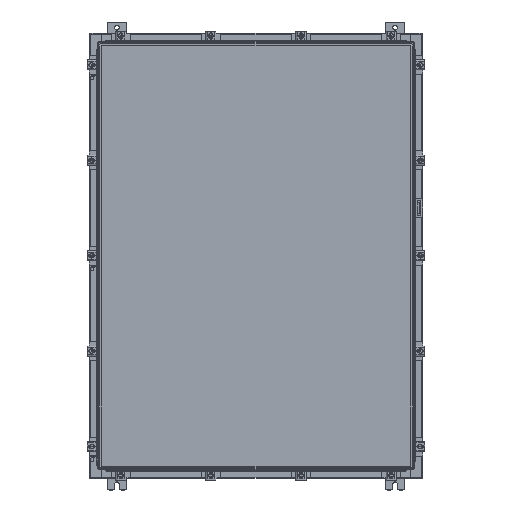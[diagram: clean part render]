
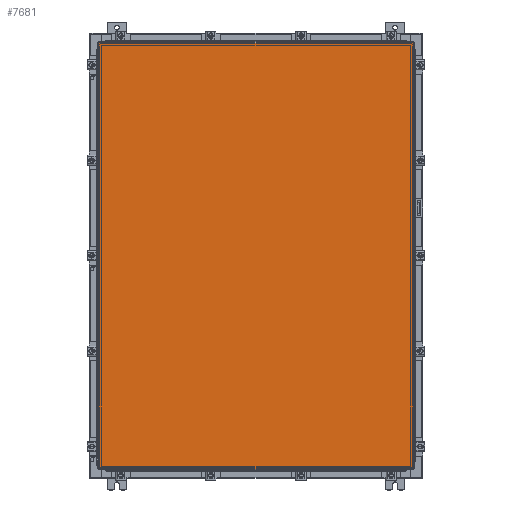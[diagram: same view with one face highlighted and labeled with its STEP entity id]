
A CAD part, top view. The second image highlights one B-rep face of the part: STEP entity #7681.
In plain terms, the highlighted planar face has unit normal (0, 0, 1).
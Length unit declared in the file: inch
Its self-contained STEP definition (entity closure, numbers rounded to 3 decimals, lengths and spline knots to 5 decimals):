
#773 = DIRECTION ( 'NONE',  ( 0., 0., -1. ) ) ;
#796 = LINE ( 'NONE', #14118, #11366 ) ;
#999 = CARTESIAN_POINT ( 'NONE',  ( 16.9903, -23.0063, 0. ) ) ;
#1170 = ORIENTED_EDGE ( 'NONE', *, *, #22418, .T. ) ;
#1179 = VERTEX_POINT ( 'NONE', #999 ) ;
#1404 = DIRECTION ( 'NONE',  ( 1., 0., 0. ) ) ;
#1615 = CARTESIAN_POINT ( 'NONE',  ( 16.9903, 23.0063, 0. ) ) ;
#2108 = AXIS2_PLACEMENT_3D ( 'NONE', #23850, #773, #15534 ) ;
#3606 = CARTESIAN_POINT ( 'NONE',  ( -16.9903, -23.0063, 0. ) ) ;
#4101 = CARTESIAN_POINT ( 'NONE',  ( 16.9903, -23.0063, 0. ) ) ;
#4663 = CARTESIAN_POINT ( 'NONE',  ( 16.9903, 23.0063, 0. ) ) ;
#5331 = LINE ( 'NONE', #3606, #25727 ) ;
#6061 = ORIENTED_EDGE ( 'NONE', *, *, #25370, .T. ) ;
#7681 = ADVANCED_FACE ( 'NONE', ( #17893 ), #13410, .F. ) ;
#8728 = EDGE_LOOP ( 'NONE', ( #19726, #1170, #6061, #10768 ) ) ;
#8986 = VERTEX_POINT ( 'NONE', #23790 ) ;
#9134 = LINE ( 'NONE', #4101, #25216 ) ;
#9427 = VECTOR ( 'NONE', #15219, 39.37008 ) ;
#10768 = ORIENTED_EDGE ( 'NONE', *, *, #16902, .T. ) ;
#11366 = VECTOR ( 'NONE', #16209, 39.37008 ) ;
#12690 = DIRECTION ( 'NONE',  ( 0., 1., 0. ) ) ;
#13410 = PLANE ( 'NONE',  #2108 ) ;
#14118 = CARTESIAN_POINT ( 'NONE',  ( -16.9903, 23.0063, 0. ) ) ;
#15219 = DIRECTION ( 'NONE',  ( -1., 0., 0. ) ) ;
#15534 = DIRECTION ( 'NONE',  ( -1., 0., 0. ) ) ;
#16209 = DIRECTION ( 'NONE',  ( 0., -1., 0. ) ) ;
#16902 = EDGE_CURVE ( 'NONE', #8986, #17960, #796, .T. ) ;
#17893 = FACE_OUTER_BOUND ( 'NONE', #8728, .T. ) ;
#17952 = CARTESIAN_POINT ( 'NONE',  ( -16.9903, -23.0063, 0. ) ) ;
#17960 = VERTEX_POINT ( 'NONE', #17952 ) ;
#18376 = EDGE_CURVE ( 'NONE', #17960, #1179, #5331, .T. ) ;
#19726 = ORIENTED_EDGE ( 'NONE', *, *, #18376, .T. ) ;
#22418 = EDGE_CURVE ( 'NONE', #1179, #26373, #9134, .T. ) ;
#23790 = CARTESIAN_POINT ( 'NONE',  ( -16.9903, 23.0063, 0. ) ) ;
#23850 = CARTESIAN_POINT ( 'NONE',  ( 0., 0., 0. ) ) ;
#25216 = VECTOR ( 'NONE', #12690, 39.37008 ) ;
#25370 = EDGE_CURVE ( 'NONE', #26373, #8986, #25503, .T. ) ;
#25503 = LINE ( 'NONE', #4663, #9427 ) ;
#25727 = VECTOR ( 'NONE', #1404, 39.37008 ) ;
#26373 = VERTEX_POINT ( 'NONE', #1615 ) ;
